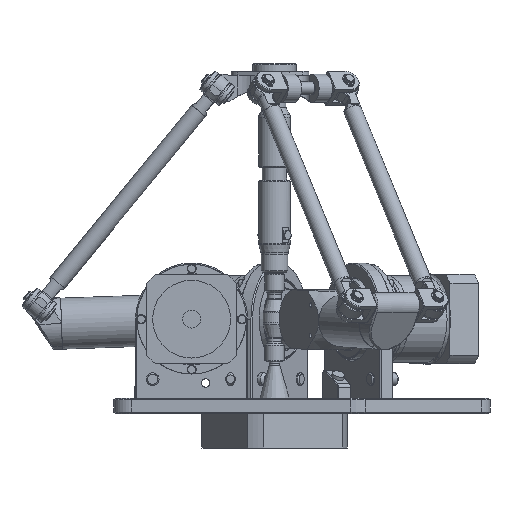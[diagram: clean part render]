
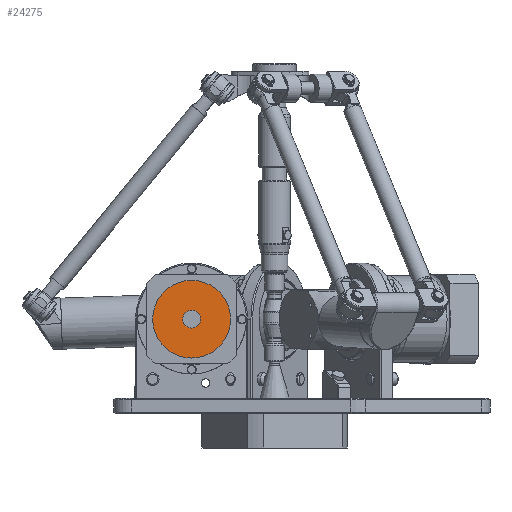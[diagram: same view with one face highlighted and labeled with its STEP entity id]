
A CAD part, left-side view. The second image highlights one B-rep face of the part: STEP entity #24275.
In plain terms, the highlighted planar face has unit normal (-1, 0, 0).
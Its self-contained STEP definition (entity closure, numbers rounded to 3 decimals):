
#4720=PLANE('',#26333);
#5908=FACE_BOUND('',#8331,.T.);
#6618=FACE_OUTER_BOUND('',#8330,.T.);
#8330=EDGE_LOOP('',(#17993));
#8331=EDGE_LOOP('',(#17994));
#10187=CIRCLE('',#26332,7.);
#10188=CIRCLE('',#26334,30.5);
#11555=VERTEX_POINT('',#37703);
#11556=VERTEX_POINT('',#37706);
#14068=EDGE_CURVE('',#11555,#11555,#10187,.T.);
#14069=EDGE_CURVE('',#11556,#11556,#10188,.T.);
#17993=ORIENTED_EDGE('',*,*,#14069,.T.);
#17994=ORIENTED_EDGE('',*,*,#14068,.T.);
#24275=ADVANCED_FACE('',(#6618,#5908),#4720,.F.);
#26332=AXIS2_PLACEMENT_3D('',#37704,#30154,#30155);
#26333=AXIS2_PLACEMENT_3D('',#37705,#30156,#30157);
#26334=AXIS2_PLACEMENT_3D('',#37707,#30158,#30159);
#30154=DIRECTION('center_axis',(1.,0.,0.));
#30155=DIRECTION('ref_axis',(0.,-1.,0.));
#30156=DIRECTION('center_axis',(1.,0.,0.));
#30157=DIRECTION('ref_axis',(0.,0.,1.));
#30158=DIRECTION('center_axis',(-1.,0.,0.));
#30159=DIRECTION('ref_axis',(0.,-1.,0.));
#37703=CARTESIAN_POINT('',(-141.5,72.,68.));
#37704=CARTESIAN_POINT('Origin',(-141.5,65.,68.));
#37705=CARTESIAN_POINT('Origin',(-141.5,65.,68.));
#37706=CARTESIAN_POINT('',(-141.5,95.5,68.));
#37707=CARTESIAN_POINT('Origin',(-141.5,65.,68.));
